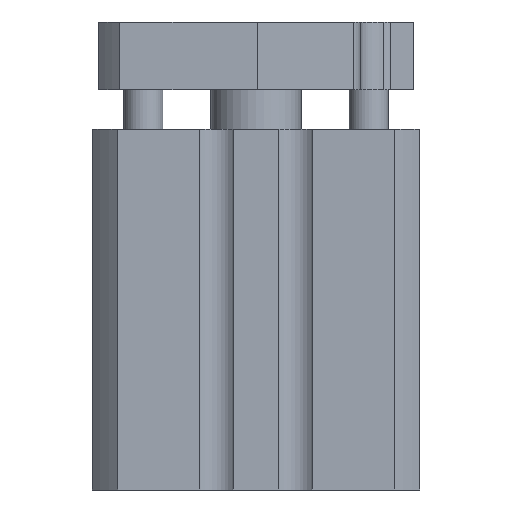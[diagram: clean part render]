
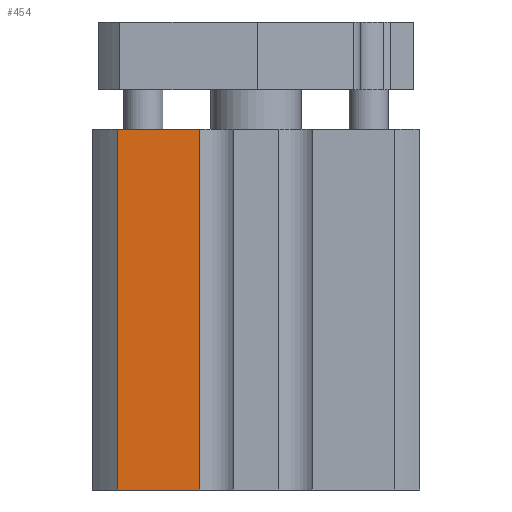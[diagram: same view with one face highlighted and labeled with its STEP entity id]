
A CAD part, front view. The second image highlights one B-rep face of the part: STEP entity #454.
In plain terms, the highlighted planar face has unit normal (0, -1, 0).
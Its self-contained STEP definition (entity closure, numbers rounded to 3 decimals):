
#454=ADVANCED_FACE('',(#968),#969,.F.);
#968=FACE_OUTER_BOUND('',#1550,.T.);
#969=PLANE('',#1551);
#1550=EDGE_LOOP('',(#2684,#2685,#2686,#2687));
#1551=AXIS2_PLACEMENT_3D('',#2688,#2689,#2690);
#2684=ORIENTED_EDGE('',*,*,#3743,.T.);
#2685=ORIENTED_EDGE('',*,*,#3744,.F.);
#2686=ORIENTED_EDGE('',*,*,#3745,.F.);
#2687=ORIENTED_EDGE('',*,*,#3746,.F.);
#2688=CARTESIAN_POINT('',(-14.5,-14.5,57.012));
#2689=DIRECTION('',(-0.0,1.0,0.0));
#2690=DIRECTION('',(1.0,0.0,0.0));
#3743=EDGE_CURVE('',#4544,#4545,#4546,.T.);
#3744=EDGE_CURVE('',#4547,#4545,#4548,.T.);
#3745=EDGE_CURVE('',#4549,#4547,#4550,.T.);
#3746=EDGE_CURVE('',#4544,#4549,#4551,.T.);
#4544=VERTEX_POINT('',#5669);
#4545=VERTEX_POINT('',#5670);
#4546=LINE('',#5671,#5672);
#4547=VERTEX_POINT('',#5673);
#4548=LINE('',#5674,#5675);
#4549=VERTEX_POINT('',#5676);
#4550=LINE('',#5677,#5678);
#4551=LINE('',#5679,#5680);
#5669=CARTESIAN_POINT('',(-5.0,-14.5,-16.0));
#5670=CARTESIAN_POINT('',(-5.0,-14.5,16.0));
#5671=CARTESIAN_POINT('',(-5.0,-14.5,-16.0));
#5672=VECTOR('',#6589,1.0);
#5673=CARTESIAN_POINT('',(-12.278,-14.5,16.0));
#5674=CARTESIAN_POINT('',(-14.5,-14.5,16.0));
#5675=VECTOR('',#6590,1.0);
#5676=CARTESIAN_POINT('',(-12.278,-14.5,-16.0));
#5677=CARTESIAN_POINT('',(-12.278,-14.5,-16.0));
#5678=VECTOR('',#6591,1.0);
#5679=CARTESIAN_POINT('',(-14.5,-14.5,-16.0));
#5680=VECTOR('',#6592,1.0);
#6589=DIRECTION('',(0.0,0.0,1.0));
#6590=DIRECTION('',(1.0,0.0,0.0));
#6591=DIRECTION('',(0.0,0.0,1.0));
#6592=DIRECTION('',(-1.0,0.0,0.0));
